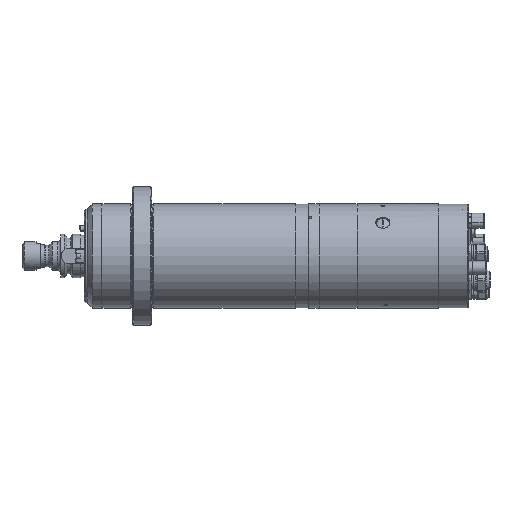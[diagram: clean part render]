
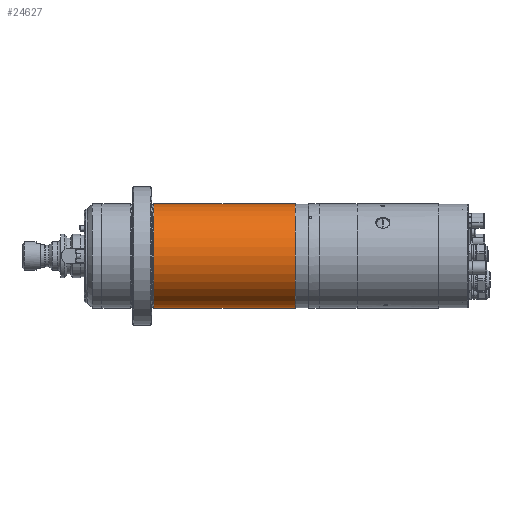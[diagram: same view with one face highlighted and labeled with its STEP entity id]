
A CAD part, front view. The second image highlights one B-rep face of the part: STEP entity #24627.
In plain terms, the highlighted cylindrical face has radius 55 mm (diameter 110 mm), a partial arc.
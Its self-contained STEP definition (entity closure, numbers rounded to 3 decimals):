
#1913 = DIRECTION ( 'NONE',  ( 0., 0., -1. ) ) ;
#1914 = CARTESIAN_POINT ( 'NONE',  ( 77., 0., 0. ) ) ;
#1915 = DIRECTION ( 'NONE',  ( 1., 0., 0. ) ) ;
#2223 = DIRECTION ( 'NONE',  ( -1., 0., 0. ) ) ;
#2230 = CARTESIAN_POINT ( 'NONE',  ( 22.5, 0., 55. ) ) ;
#2231 = CARTESIAN_POINT ( 'NONE',  ( 22.5, 0., -55. ) ) ;
#2240 = DIRECTION ( 'NONE',  ( -1., 0., 0. ) ) ;
#2944 = CARTESIAN_POINT ( 'NONE',  ( 227., 0., 0. ) ) ;
#3923 = DIRECTION ( 'NONE',  ( 0., 0., 1. ) ) ;
#4267 = DIRECTION ( 'NONE',  ( -1., 0., 0. ) ) ;
#5069 = EDGE_LOOP ( 'NONE', ( #25738, #25499, #25689, #25336 ) ) ;
#5959 = VERTEX_POINT ( 'NONE', #27752 ) ;
#7914 = AXIS2_PLACEMENT_3D ( 'NONE', #20376, #20378, #20389 ) ;
#8887 = VERTEX_POINT ( 'NONE', #12989 ) ;
#9037 = VERTEX_POINT ( 'NONE', #12561 ) ;
#9046 = VERTEX_POINT ( 'NONE', #12563 ) ;
#12285 = CIRCLE ( 'NONE', #18843, 55. ) ;
#12561 = CARTESIAN_POINT ( 'NONE',  ( 227., 0., 55. ) ) ;
#12563 = CARTESIAN_POINT ( 'NONE',  ( 77., 0., -55. ) ) ;
#12989 = CARTESIAN_POINT ( 'NONE',  ( 77., 0., 55. ) ) ;
#14945 = CIRCLE ( 'NONE', #18651, 55. ) ;
#14966 = LINE ( 'NONE', #2231, #15016 ) ;
#15011 = VECTOR ( 'NONE', #2223, 1000. ) ;
#15016 = VECTOR ( 'NONE', #2240, 1000. ) ;
#15022 = LINE ( 'NONE', #2230, #15011 ) ;
#18651 = AXIS2_PLACEMENT_3D ( 'NONE', #1914, #1915, #1913 ) ;
#18843 = AXIS2_PLACEMENT_3D ( 'NONE', #2944, #4267, #3923 ) ;
#20376 = CARTESIAN_POINT ( 'NONE',  ( 22.5, 0., 0. ) ) ;
#20378 = DIRECTION ( 'NONE',  ( -1., 0., 0. ) ) ;
#20389 = DIRECTION ( 'NONE',  ( 0., 0., 1. ) ) ;
#21001 = CYLINDRICAL_SURFACE ( 'NONE', #7914, 55. ) ;
#21109 = FACE_OUTER_BOUND ( 'NONE', #5069, .T. ) ;
#24627 = ADVANCED_FACE ( 'NONE', ( #21109 ), #21001, .T. ) ;
#25336 = ORIENTED_EDGE ( 'NONE', *, *, #28394, .T. ) ;
#25499 = ORIENTED_EDGE ( 'NONE', *, *, #29072, .T. ) ;
#25689 = ORIENTED_EDGE ( 'NONE', *, *, #28298, .T. ) ;
#25738 = ORIENTED_EDGE ( 'NONE', *, *, #28296, .F. ) ;
#27752 = CARTESIAN_POINT ( 'NONE',  ( 227., 0., -55. ) ) ;
#28296 = EDGE_CURVE ( 'NONE', #5959, #9046, #14966, .T. ) ;
#28298 = EDGE_CURVE ( 'NONE', #9037, #8887, #15022, .T. ) ;
#28394 = EDGE_CURVE ( 'NONE', #8887, #9046, #14945, .T. ) ;
#29072 = EDGE_CURVE ( 'NONE', #5959, #9037, #12285, .T. ) ;
